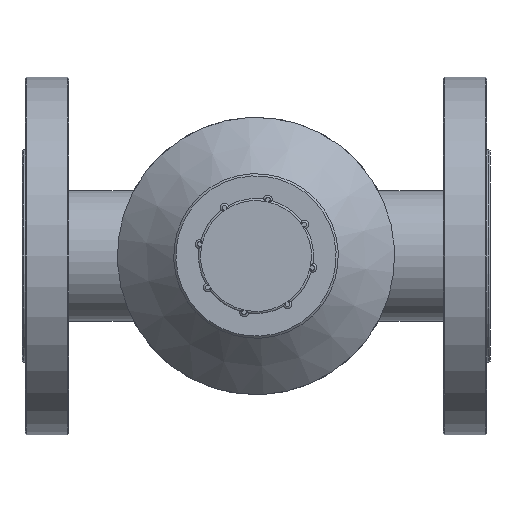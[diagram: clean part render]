
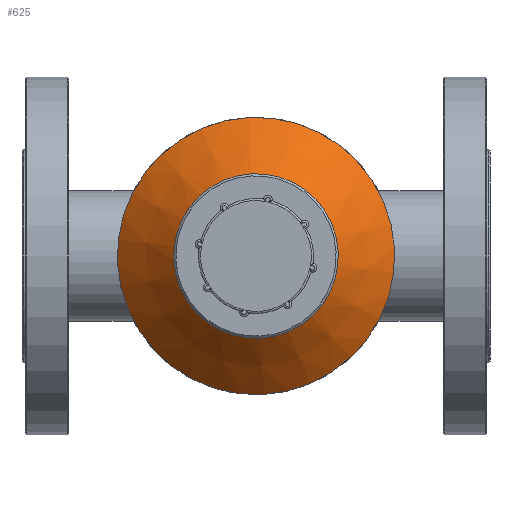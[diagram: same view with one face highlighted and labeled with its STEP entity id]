
A CAD part, front view. The second image highlights one B-rep face of the part: STEP entity #625.
In plain terms, the highlighted conical face has half-angle 45 degrees and reference radius 38 mm.
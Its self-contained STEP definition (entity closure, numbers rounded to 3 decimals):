
#394 = DIRECTION ( 'NONE',  ( 0., 1., 0. ) ) ;
#625 = ADVANCED_FACE ( 'NONE', ( #1687, #7388 ), #7249, .T. ) ;
#1202 = CIRCLE ( 'NONE', #2150, 38. ) ;
#1343 = VERTEX_POINT ( 'NONE', #5743 ) ;
#1348 = EDGE_LOOP ( 'NONE', ( #4279 ) ) ;
#1387 = VERTEX_POINT ( 'NONE', #7127 ) ;
#1609 = CARTESIAN_POINT ( 'NONE',  ( 15.085, -13.663, 0. ) ) ;
#1687 = FACE_OUTER_BOUND ( 'NONE', #1348, .T. ) ;
#1873 = EDGE_LOOP ( 'NONE', ( #5310 ) ) ;
#2150 = AXIS2_PLACEMENT_3D ( 'NONE', #8102, #7461, #6202 ) ;
#2840 = DIRECTION ( 'NONE',  ( 0., -1., 0. ) ) ;
#3055 = EDGE_CURVE ( 'NONE', #1387, #1387, #7535, .T. ) ;
#3366 = EDGE_CURVE ( 'NONE', #1343, #1343, #1202, .T. ) ;
#3637 = AXIS2_PLACEMENT_3D ( 'NONE', #1609, #2840, #6766 ) ;
#4279 = ORIENTED_EDGE ( 'NONE', *, *, #3055, .T. ) ;
#5310 = ORIENTED_EDGE ( 'NONE', *, *, #3366, .F. ) ;
#5550 = CARTESIAN_POINT ( 'NONE',  ( 15.085, -39.663, 0. ) ) ;
#5743 = CARTESIAN_POINT ( 'NONE',  ( -22.915, -13.663, 0. ) ) ;
#5942 = AXIS2_PLACEMENT_3D ( 'NONE', #5550, #394, #8222 ) ;
#6202 = DIRECTION ( 'NONE',  ( -1., 0., 0. ) ) ;
#6766 = DIRECTION ( 'NONE',  ( 1., 0., 0. ) ) ;
#7127 = CARTESIAN_POINT ( 'NONE',  ( -48.915, -39.663, 0. ) ) ;
#7249 = CONICAL_SURFACE ( 'NONE', #3637, 38., 0.785 ) ;
#7388 = FACE_BOUND ( 'NONE', #1873, .T. ) ;
#7461 = DIRECTION ( 'NONE',  ( 0., 1., 0. ) ) ;
#7535 = CIRCLE ( 'NONE', #5942, 64. ) ;
#8102 = CARTESIAN_POINT ( 'NONE',  ( 15.085, -13.663, 0. ) ) ;
#8222 = DIRECTION ( 'NONE',  ( -1., 0., 0. ) ) ;
